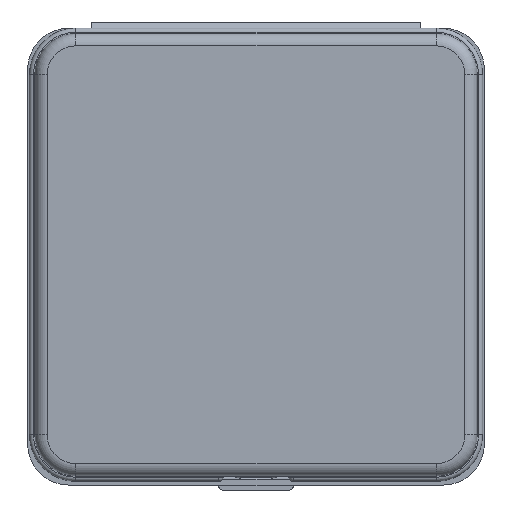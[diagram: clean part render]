
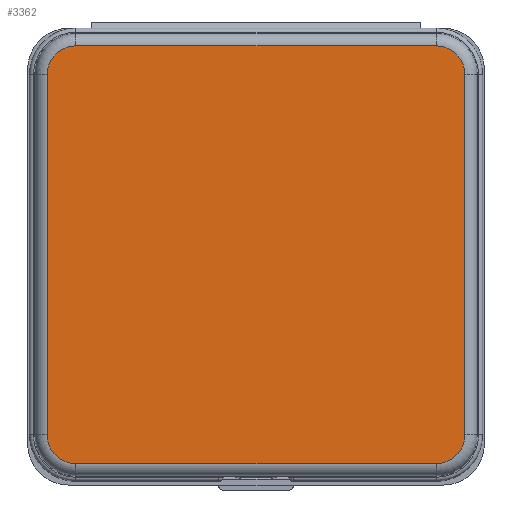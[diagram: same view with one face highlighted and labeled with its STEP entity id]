
A CAD part, front view. The second image highlights one B-rep face of the part: STEP entity #3362.
In plain terms, the highlighted planar face has unit normal (0, -1, 0).
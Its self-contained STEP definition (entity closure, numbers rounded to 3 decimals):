
#132 = ORIENTED_EDGE ( 'NONE', *, *, #4505, .F. ) ;
#182 = CARTESIAN_POINT ( 'NONE',  ( -50.75, 0., -53.75 ) ) ;
#352 = VECTOR ( 'NONE', #1718, 1000. ) ;
#365 = DIRECTION ( 'NONE',  ( -1., 0., 0. ) ) ;
#400 = DIRECTION ( 'NONE',  ( 0., 0., -1. ) ) ;
#475 = AXIS2_PLACEMENT_3D ( 'NONE', #6900, #1778, #3390 ) ;
#613 = DIRECTION ( 'NONE',  ( 0., -1., 0. ) ) ;
#845 = CARTESIAN_POINT ( 'NONE',  ( -43.75, 0., 43.75 ) ) ;
#893 = EDGE_CURVE ( 'NONE', #6543, #5988, #3571, .T. ) ;
#919 = LINE ( 'NONE', #5396, #5878 ) ;
#928 = DIRECTION ( 'NONE',  ( 0., 1., 0. ) ) ;
#1007 = DIRECTION ( 'NONE',  ( 0., 0., -1. ) ) ;
#1446 = CARTESIAN_POINT ( 'NONE',  ( 50.75, 0., 53.75 ) ) ;
#1718 = DIRECTION ( 'NONE',  ( 1., 0., 0. ) ) ;
#1778 = DIRECTION ( 'NONE',  ( 0., 1., 0. ) ) ;
#1891 = DIRECTION ( 'NONE',  ( 0., 0., -1. ) ) ;
#2077 = CARTESIAN_POINT ( 'NONE',  ( -43.75, 0., 50.75 ) ) ;
#2089 = VERTEX_POINT ( 'NONE', #2077 ) ;
#2099 = CARTESIAN_POINT ( 'NONE',  ( 53.75, 0., -50.75 ) ) ;
#2103 = DIRECTION ( 'NONE',  ( 0., 0., 1. ) ) ;
#2141 = ORIENTED_EDGE ( 'NONE', *, *, #7187, .F. ) ;
#2152 = CARTESIAN_POINT ( 'NONE',  ( -50.75, 0., 43.75 ) ) ;
#2372 = AXIS2_PLACEMENT_3D ( 'NONE', #845, #6436, #400 ) ;
#2420 = EDGE_CURVE ( 'NONE', #3785, #2089, #919, .T. ) ;
#2497 = ORIENTED_EDGE ( 'NONE', *, *, #5424, .F. ) ;
#2583 = CARTESIAN_POINT ( 'NONE',  ( 43.75, 0., -43.75 ) ) ;
#2849 = VECTOR ( 'NONE', #1891, 1000. ) ;
#2904 = DIRECTION ( 'NONE',  ( 0., 0., -1. ) ) ;
#3040 = CIRCLE ( 'NONE', #3749, 7. ) ;
#3312 = CARTESIAN_POINT ( 'NONE',  ( 43.75, 0., 43.75 ) ) ;
#3362 = ADVANCED_FACE ( 'NONE', ( #5055 ), #6762, .T. ) ;
#3364 = CARTESIAN_POINT ( 'NONE',  ( 43.75, 0., -50.75 ) ) ;
#3390 = DIRECTION ( 'NONE',  ( 0., 0., -1. ) ) ;
#3412 = CARTESIAN_POINT ( 'NONE',  ( 50.75, 0., -43.75 ) ) ;
#3571 = LINE ( 'NONE', #182, #2849 ) ;
#3710 = EDGE_CURVE ( 'NONE', #6543, #2089, #7200, .T. ) ;
#3749 = AXIS2_PLACEMENT_3D ( 'NONE', #3312, #5550, #4991 ) ;
#3785 = VERTEX_POINT ( 'NONE', #4843 ) ;
#3792 = CIRCLE ( 'NONE', #5678, 7. ) ;
#4164 = ORIENTED_EDGE ( 'NONE', *, *, #5770, .T. ) ;
#4223 = VERTEX_POINT ( 'NONE', #3364 ) ;
#4440 = EDGE_CURVE ( 'NONE', #5345, #7190, #6600, .T. ) ;
#4505 = EDGE_CURVE ( 'NONE', #5345, #4223, #3792, .T. ) ;
#4604 = CARTESIAN_POINT ( 'NONE',  ( 0., 0., 0. ) ) ;
#4669 = ORIENTED_EDGE ( 'NONE', *, *, #3710, .F. ) ;
#4787 = CARTESIAN_POINT ( 'NONE',  ( -50.75, 0., -43.75 ) ) ;
#4843 = CARTESIAN_POINT ( 'NONE',  ( 43.75, 0., 50.75 ) ) ;
#4891 = CARTESIAN_POINT ( 'NONE',  ( -43.75, 0., -50.75 ) ) ;
#4967 = VECTOR ( 'NONE', #2103, 1000. ) ;
#4991 = DIRECTION ( 'NONE',  ( 0., 0., -1. ) ) ;
#5055 = FACE_OUTER_BOUND ( 'NONE', #6706, .T. ) ;
#5328 = ORIENTED_EDGE ( 'NONE', *, *, #893, .T. ) ;
#5345 = VERTEX_POINT ( 'NONE', #3412 ) ;
#5396 = CARTESIAN_POINT ( 'NONE',  ( -53.75, 0., 50.75 ) ) ;
#5402 = LINE ( 'NONE', #2099, #352 ) ;
#5424 = EDGE_CURVE ( 'NONE', #6489, #5988, #5521, .T. ) ;
#5521 = CIRCLE ( 'NONE', #475, 7. ) ;
#5550 = DIRECTION ( 'NONE',  ( 0., 1., 0. ) ) ;
#5678 = AXIS2_PLACEMENT_3D ( 'NONE', #2583, #928, #1007 ) ;
#5770 = EDGE_CURVE ( 'NONE', #6489, #4223, #5402, .T. ) ;
#5878 = VECTOR ( 'NONE', #365, 1000. ) ;
#5891 = AXIS2_PLACEMENT_3D ( 'NONE', #4604, #613, #2904 ) ;
#5988 = VERTEX_POINT ( 'NONE', #4787 ) ;
#6436 = DIRECTION ( 'NONE',  ( 0., 1., 0. ) ) ;
#6489 = VERTEX_POINT ( 'NONE', #4891 ) ;
#6543 = VERTEX_POINT ( 'NONE', #2152 ) ;
#6600 = LINE ( 'NONE', #1446, #4967 ) ;
#6706 = EDGE_LOOP ( 'NONE', ( #2141, #7024, #4669, #5328, #2497, #4164, #132, #7285 ) ) ;
#6762 = PLANE ( 'NONE',  #5891 ) ;
#6900 = CARTESIAN_POINT ( 'NONE',  ( -43.75, 0., -43.75 ) ) ;
#7024 = ORIENTED_EDGE ( 'NONE', *, *, #2420, .T. ) ;
#7187 = EDGE_CURVE ( 'NONE', #3785, #7190, #3040, .T. ) ;
#7190 = VERTEX_POINT ( 'NONE', #7257 ) ;
#7200 = CIRCLE ( 'NONE', #2372, 7. ) ;
#7257 = CARTESIAN_POINT ( 'NONE',  ( 50.75, 0., 43.75 ) ) ;
#7285 = ORIENTED_EDGE ( 'NONE', *, *, #4440, .T. ) ;
